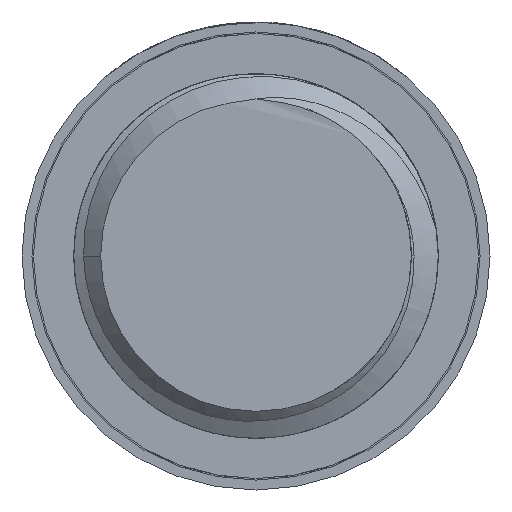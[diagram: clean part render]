
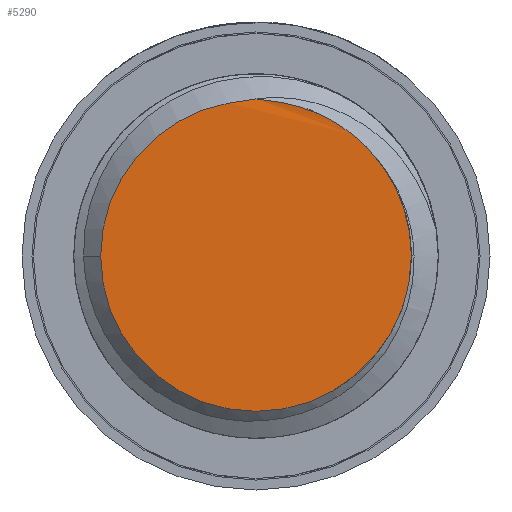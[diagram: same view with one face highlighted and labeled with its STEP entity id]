
A CAD part, front view. The second image highlights one B-rep face of the part: STEP entity #5290.
In plain terms, the highlighted planar face has unit normal (0, -1, 0).
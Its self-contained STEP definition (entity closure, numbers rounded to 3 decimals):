
#30 = VERTEX_POINT ( 'NONE', #5672 ) ;
#79 = PLANE ( 'NONE',  #3109 ) ;
#216 = ORIENTED_EDGE ( 'NONE', *, *, #5483, .F. ) ;
#284 = CIRCLE ( 'NONE', #4213, 1.56 ) ;
#389 = EDGE_CURVE ( 'Defeature ausgef�hrt1_9+Defeature ausgef�hrt1_8+Defeature ausgef�hrt1_11+Defeature ausgef�hrt1_11', #5117, #3809, #284, .T. ) ;
#459 = DIRECTION ( 'NONE',  ( -1., 0., 0. ) ) ;
#1021 = CARTESIAN_POINT ( 'NONE',  ( 0., 0., 0. ) ) ;
#1201 = CARTESIAN_POINT ( 'NONE',  ( 0.601, 0., 1.44 ) ) ;
#1553 = DIRECTION ( 'NONE',  ( 0., 1., 0. ) ) ;
#1600 = DIRECTION ( 'NONE',  ( 0., 1., 0. ) ) ;
#1614 = FACE_OUTER_BOUND ( 'NONE', #6848, .T. ) ;
#1797 = B_SPLINE_CURVE_WITH_KNOTS ( 'NONE', 3,
 ( #5767, #5727, #4614, #6224 ),
 .UNSPECIFIED., .F., .F.,
 ( 4, 4 ),
 ( 0., 0.001 ),
 .UNSPECIFIED. ) ;
#1932 = VERTEX_POINT ( 'NONE', #3091 ) ;
#2146 = CARTESIAN_POINT ( 'NONE',  ( 0., 0., 0. ) ) ;
#2168 = DIRECTION ( 'NONE',  ( 0., 1., 0. ) ) ;
#2235 = B_SPLINE_CURVE_WITH_KNOTS ( 'NONE', 3,
 ( #3440, #5535, #2347, #6721 ),
 .UNSPECIFIED., .F., .F.,
 ( 4, 4 ),
 ( 0., 0.001 ),
 .UNSPECIFIED. ) ;
#2347 = CARTESIAN_POINT ( 'NONE',  ( 0.975, 0., 1.231 ) ) ;
#2618 = DIRECTION ( 'NONE',  ( 0., 1., 0. ) ) ;
#2751 = AXIS2_PLACEMENT_3D ( 'NONE', #1021, #1553, #5463 ) ;
#2871 = DIRECTION ( 'NONE',  ( 0., 1., 0. ) ) ;
#3027 = AXIS2_PLACEMENT_3D ( 'NONE', #5420, #2618, #459 ) ;
#3091 = CARTESIAN_POINT ( 'NONE',  ( 0., 0.012, 1.577 ) ) ;
#3109 = AXIS2_PLACEMENT_3D ( 'NONE', #6639, #2871, #5101 ) ;
#3374 = CARTESIAN_POINT ( 'NONE',  ( 0.614, 0., 1.434 ) ) ;
#3440 = CARTESIAN_POINT ( 'NONE',  ( 0.614, 0., 1.434 ) ) ;
#3709 = ORIENTED_EDGE ( 'NONE', *, *, #4987, .F. ) ;
#3809 = VERTEX_POINT ( 'NONE', #6616 ) ;
#4019 = CIRCLE ( 'NONE', #2751, 1.56 ) ;
#4177 = CIRCLE ( 'NONE', #4849, 1.56 ) ;
#4213 = AXIS2_PLACEMENT_3D ( 'NONE', #2146, #2168, #5989 ) ;
#4375 = DIRECTION ( 'NONE',  ( -1., 0., 0. ) ) ;
#4425 = VERTEX_POINT ( 'NONE', #1201 ) ;
#4614 = CARTESIAN_POINT ( 'NONE',  ( 0.411, 0., 1.519 ) ) ;
#4849 = AXIS2_PLACEMENT_3D ( 'NONE', #4913, #1600, #4375 ) ;
#4913 = CARTESIAN_POINT ( 'NONE',  ( 0., 0., 0. ) ) ;
#4960 = CIRCLE ( 'NONE', #3027, 1.56 ) ;
#4987 = EDGE_CURVE ( 'Defeature ausgef�hrt1_9+Defeature ausgef�hrt1_8+Defeature ausgef�hrt1_11+Defeature ausgef�hrt1_11', #3809, #1932, #4019, .T. ) ;
#5101 = DIRECTION ( 'NONE',  ( -1., 0., 0. ) ) ;
#5117 = VERTEX_POINT ( 'NONE', #6589 ) ;
#5290 = ADVANCED_FACE ( 'Defeature ausgef�hrt1_8', ( #1614 ), #79, .F. ) ;
#5340 = ORIENTED_EDGE ( 'NONE', *, *, #5602, .F. ) ;
#5394 = EDGE_CURVE ( 'Defeature ausgef�hrt1_11+Defeature ausgef�hrt1_8+Defeature ausgef�hrt1_8+Defeature ausgef�hrt1_8', #1932, #4425, #1797, .T. ) ;
#5420 = CARTESIAN_POINT ( 'NONE',  ( 0., 0., 0. ) ) ;
#5463 = DIRECTION ( 'NONE',  ( -1., 0., 0. ) ) ;
#5469 = ORIENTED_EDGE ( 'NONE', *, *, #5394, .F. ) ;
#5483 = EDGE_CURVE ( 'Defeature ausgef�hrt1_9+Defeature ausgef�hrt1_8+Defeature ausgef�hrt1_11+Defeature ausgef�hrt1_11', #30, #5117, #4960, .T. ) ;
#5535 = CARTESIAN_POINT ( 'NONE',  ( 0.805, 0., 1.352 ) ) ;
#5602 = EDGE_CURVE ( 'NONE', #4425, #5788, #4177, .T. ) ;
#5672 = CARTESIAN_POINT ( 'NONE',  ( 1.122, 0., 1.084 ) ) ;
#5727 = CARTESIAN_POINT ( 'NONE',  ( 0.206, 0., 1.56 ) ) ;
#5767 = CARTESIAN_POINT ( 'NONE',  ( 0., 0.012, 1.577 ) ) ;
#5788 = VERTEX_POINT ( 'NONE', #3374 ) ;
#5970 = ORIENTED_EDGE ( 'NONE', *, *, #389, .F. ) ;
#5989 = DIRECTION ( 'NONE',  ( -1., 0., 0. ) ) ;
#6224 = CARTESIAN_POINT ( 'NONE',  ( 0.601, 0., 1.44 ) ) ;
#6515 = EDGE_CURVE ( 'Defeature ausgef�hrt1_11+Defeature ausgef�hrt1_8+Defeature ausgef�hrt1_8+Defeature ausgef�hrt1_9', #5788, #30, #2235, .T. ) ;
#6589 = CARTESIAN_POINT ( 'NONE',  ( 1.56, 0., 0. ) ) ;
#6616 = CARTESIAN_POINT ( 'NONE',  ( -1.56, 0., 0. ) ) ;
#6639 = CARTESIAN_POINT ( 'NONE',  ( 0., 0., 1.42 ) ) ;
#6721 = CARTESIAN_POINT ( 'NONE',  ( 1.122, 0., 1.084 ) ) ;
#6848 = EDGE_LOOP ( 'NONE', ( #5340, #5469, #3709, #5970, #216, #7020 ) ) ;
#7020 = ORIENTED_EDGE ( 'NONE', *, *, #6515, .F. ) ;
